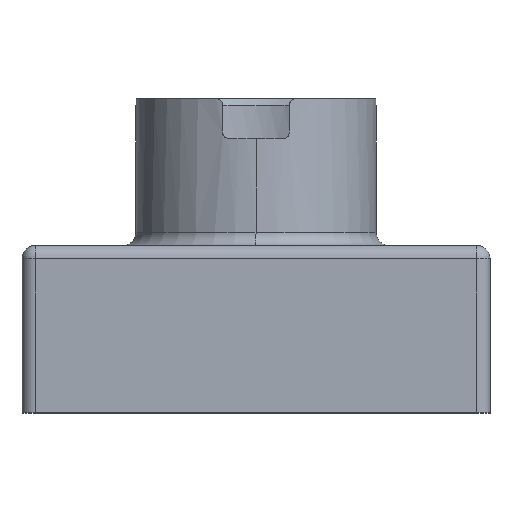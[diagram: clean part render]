
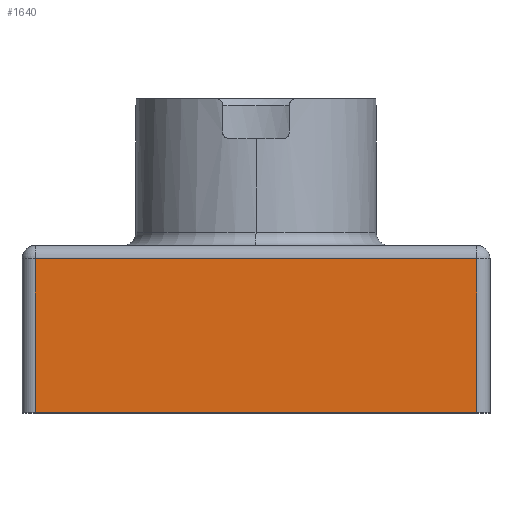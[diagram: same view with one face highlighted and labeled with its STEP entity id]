
A CAD part, top view. The second image highlights one B-rep face of the part: STEP entity #1640.
In plain terms, the highlighted planar face has unit normal (0, 0, 1).
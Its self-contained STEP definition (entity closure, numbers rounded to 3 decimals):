
#55 = DIRECTION ( 'NONE',  ( -1., 0., 0. ) ) ;
#119 = DIRECTION ( 'NONE',  ( -1., 0., 0. ) ) ;
#174 = VECTOR ( 'NONE', #189, 1000. ) ;
#189 = DIRECTION ( 'NONE',  ( 0., -1., 0. ) ) ;
#302 = VERTEX_POINT ( 'NONE', #1458 ) ;
#318 = VERTEX_POINT ( 'NONE', #2127 ) ;
#379 = DIRECTION ( 'NONE',  ( 0., 1., 0. ) ) ;
#450 = VERTEX_POINT ( 'NONE', #1139 ) ;
#533 = LINE ( 'NONE', #2059, #174 ) ;
#644 = VECTOR ( 'NONE', #119, 1000. ) ;
#691 = EDGE_CURVE ( 'NONE', #1833, #450, #775, .T. ) ;
#726 = DIRECTION ( 'NONE',  ( 1., 0., 0. ) ) ;
#775 = LINE ( 'NONE', #1948, #1327 ) ;
#795 = VECTOR ( 'NONE', #379, 1000. ) ;
#869 = EDGE_CURVE ( 'NONE', #318, #302, #2181, .T. ) ;
#873 = ORIENTED_EDGE ( 'NONE', *, *, #691, .T. ) ;
#914 = CARTESIAN_POINT ( 'NONE',  ( 0., 25., 35. ) ) ;
#935 = FACE_OUTER_BOUND ( 'NONE', #1067, .T. ) ;
#977 = AXIS2_PLACEMENT_3D ( 'NONE', #914, #1592, #55 ) ;
#1007 = CARTESIAN_POINT ( 'NONE',  ( -33., 0., 35. ) ) ;
#1064 = EDGE_CURVE ( 'NONE', #450, #318, #1531, .T. ) ;
#1067 = EDGE_LOOP ( 'NONE', ( #873, #1222, #1265, #1159 ) ) ;
#1136 = CARTESIAN_POINT ( 'NONE',  ( -35., 23., 35. ) ) ;
#1139 = CARTESIAN_POINT ( 'NONE',  ( 33., 0., 35. ) ) ;
#1159 = ORIENTED_EDGE ( 'NONE', *, *, #1195, .T. ) ;
#1195 = EDGE_CURVE ( 'NONE', #302, #1833, #533, .T. ) ;
#1222 = ORIENTED_EDGE ( 'NONE', *, *, #1064, .T. ) ;
#1265 = ORIENTED_EDGE ( 'NONE', *, *, #869, .T. ) ;
#1327 = VECTOR ( 'NONE', #726, 1000. ) ;
#1458 = CARTESIAN_POINT ( 'NONE',  ( -33., 23., 35. ) ) ;
#1531 = LINE ( 'NONE', #1849, #795 ) ;
#1592 = DIRECTION ( 'NONE',  ( 0., 0., -1. ) ) ;
#1613 = PLANE ( 'NONE',  #977 ) ;
#1640 = ADVANCED_FACE ( 'NONE', ( #935 ), #1613, .F. ) ;
#1833 = VERTEX_POINT ( 'NONE', #1007 ) ;
#1849 = CARTESIAN_POINT ( 'NONE',  ( 33., 25., 35. ) ) ;
#1948 = CARTESIAN_POINT ( 'NONE',  ( 0., 0., 35. ) ) ;
#2059 = CARTESIAN_POINT ( 'NONE',  ( -33., 0., 35. ) ) ;
#2127 = CARTESIAN_POINT ( 'NONE',  ( 33., 23., 35. ) ) ;
#2181 = LINE ( 'NONE', #1136, #644 ) ;
